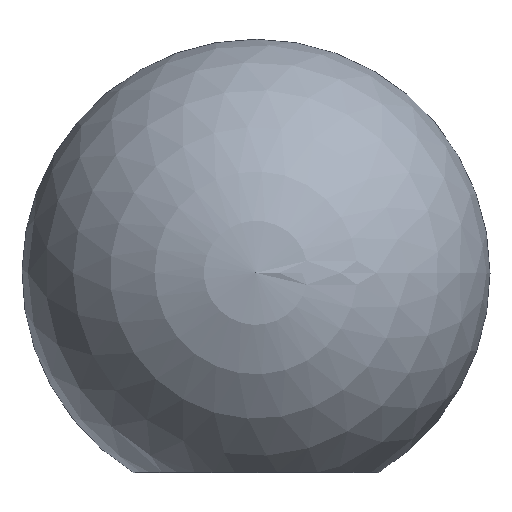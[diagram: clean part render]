
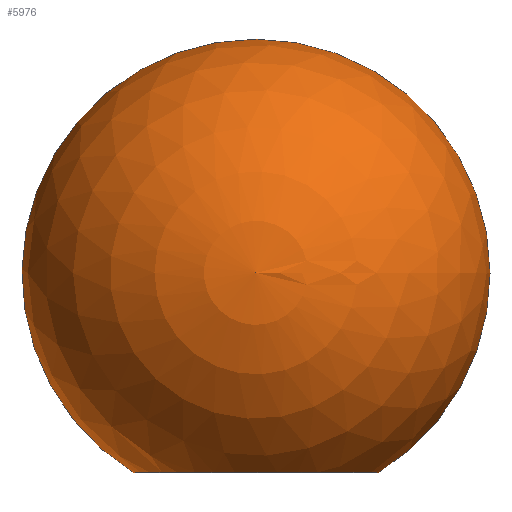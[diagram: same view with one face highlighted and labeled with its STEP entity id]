
A CAD part, top view. The second image highlights one B-rep face of the part: STEP entity #5976.
In plain terms, the highlighted spherical face has radius 12.5 mm.
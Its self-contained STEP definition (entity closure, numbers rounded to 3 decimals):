
#206 = DIRECTION ( 'NONE',  ( 0., 0., -1. ) ) ;
#1668 = DIRECTION ( 'NONE',  ( 0., 0., 1. ) ) ;
#1685 = CIRCLE ( 'NONE', #5963, 12.5 ) ;
#2307 = ORIENTED_EDGE ( 'NONE', *, *, #5779, .F. ) ;
#2431 = VERTEX_POINT ( 'NONE', #6140 ) ;
#2583 = DIRECTION ( 'NONE',  ( 1., 0., 0. ) ) ;
#2587 = CARTESIAN_POINT ( 'NONE',  ( 0., 0., 0. ) ) ;
#2873 = DIRECTION ( 'NONE',  ( 1., 0., 0. ) ) ;
#3260 = EDGE_CURVE ( 'NONE', #2431, #8944, #8677, .T. ) ;
#4411 = VERTEX_POINT ( 'NONE', #9453 ) ;
#4742 = CARTESIAN_POINT ( 'NONE',  ( 0., -10.646, 0. ) ) ;
#4979 = EDGE_LOOP ( 'NONE', ( #7096, #6994, #2307 ) ) ;
#5539 = DIRECTION ( 'NONE',  ( 1., 0., 0. ) ) ;
#5685 = FACE_OUTER_BOUND ( 'NONE', #4979, .T. ) ;
#5779 = EDGE_CURVE ( 'NONE', #4411, #8944, #8645, .T. ) ;
#5963 = AXIS2_PLACEMENT_3D ( 'NONE', #10860, #206, #11734 ) ;
#5976 = ADVANCED_FACE ( 'NONE', ( #5685 ), #11624, .T. ) ;
#6140 = CARTESIAN_POINT ( 'NONE',  ( 0., 12.5, 0. ) ) ;
#6994 = ORIENTED_EDGE ( 'NONE', *, *, #3260, .T. ) ;
#7096 = ORIENTED_EDGE ( 'NONE', *, *, #11721, .F. ) ;
#7516 = AXIS2_PLACEMENT_3D ( 'NONE', #4742, #11995, #2583 ) ;
#7960 = CARTESIAN_POINT ( 'NONE',  ( -6.55, -10.646, 0. ) ) ;
#8645 = CIRCLE ( 'NONE', #7516, 6.55 ) ;
#8653 = AXIS2_PLACEMENT_3D ( 'NONE', #10858, #10968, #5539 ) ;
#8677 = CIRCLE ( 'NONE', #9717, 12.5 ) ;
#8944 = VERTEX_POINT ( 'NONE', #7960 ) ;
#9453 = CARTESIAN_POINT ( 'NONE',  ( 6.55, -10.646, 0. ) ) ;
#9717 = AXIS2_PLACEMENT_3D ( 'NONE', #2587, #1668, #2873 ) ;
#10858 = CARTESIAN_POINT ( 'NONE',  ( 0., 0., 0. ) ) ;
#10860 = CARTESIAN_POINT ( 'NONE',  ( 0., 0., 0. ) ) ;
#10968 = DIRECTION ( 'NONE',  ( 0., 0., 1. ) ) ;
#11624 = SPHERICAL_SURFACE ( 'NONE', #8653, 12.5 ) ;
#11721 = EDGE_CURVE ( 'NONE', #2431, #4411, #1685, .T. ) ;
#11734 = DIRECTION ( 'NONE',  ( -1., 0., 0. ) ) ;
#11995 = DIRECTION ( 'NONE',  ( 0., -1., 0. ) ) ;
